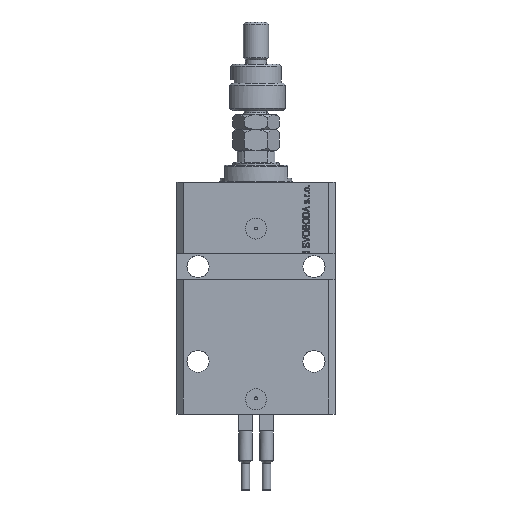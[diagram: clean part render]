
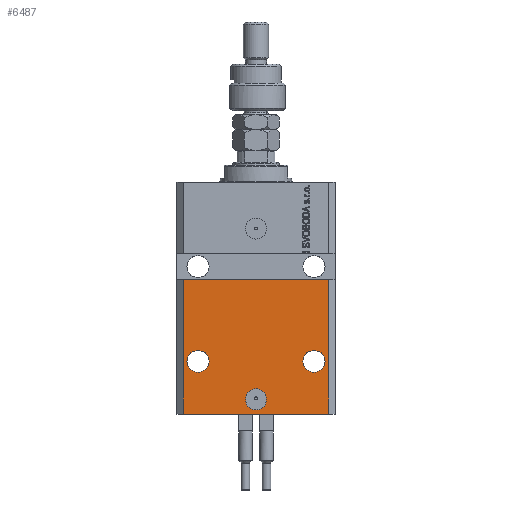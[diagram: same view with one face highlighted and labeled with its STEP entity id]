
A CAD part, front view. The second image highlights one B-rep face of the part: STEP entity #6487.
In plain terms, the highlighted planar face has unit normal (0, -1, 0).
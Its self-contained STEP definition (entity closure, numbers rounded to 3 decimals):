
#342 = CARTESIAN_POINT ( 'NONE',  ( 0., -27.5, -103. ) ) ;
#653 = DIRECTION ( 'NONE',  ( 0., 0., 1. ) ) ;
#916 = CARTESIAN_POINT ( 'NONE',  ( -34.5, -27.5, -110. ) ) ;
#1030 = CARTESIAN_POINT ( 'NONE',  ( -22.25, -27.5, -85. ) ) ;
#1333 = VECTOR ( 'NONE', #35728, 1000. ) ;
#1795 = VERTEX_POINT ( 'NONE', #45867 ) ;
#5982 = DIRECTION ( 'NONE',  ( 1., 0., 0. ) ) ;
#6115 = DIRECTION ( 'NONE',  ( -1., 0., 0. ) ) ;
#6487 = ADVANCED_FACE ( 'NONE', ( #10002, #40778, #28789, #49629 ), #25634, .T. ) ;
#6940 = VERTEX_POINT ( 'NONE', #26547 ) ;
#6950 = ORIENTED_EDGE ( 'NONE', *, *, #30540, .F. ) ;
#7931 = ORIENTED_EDGE ( 'NONE', *, *, #23468, .F. ) ;
#8747 = AXIS2_PLACEMENT_3D ( 'NONE', #342, #16223, #48010 ) ;
#9120 = DIRECTION ( 'NONE',  ( 0., -1., 0. ) ) ;
#9276 = VERTEX_POINT ( 'NONE', #44813 ) ;
#9280 = ORIENTED_EDGE ( 'NONE', *, *, #17754, .T. ) ;
#10002 = FACE_BOUND ( 'NONE', #45167, .T. ) ;
#11202 = DIRECTION ( 'NONE',  ( 1., 0., 0. ) ) ;
#11827 = DIRECTION ( 'NONE',  ( 1., 0., 0. ) ) ;
#12015 = LINE ( 'NONE', #39642, #1333 ) ;
#12261 = CARTESIAN_POINT ( 'NONE',  ( 34.5, -27.5, -46. ) ) ;
#12395 = CARTESIAN_POINT ( 'NONE',  ( -37.5, -27.5, -46. ) ) ;
#13928 = DIRECTION ( 'NONE',  ( 0., -1., 0. ) ) ;
#14381 = ORIENTED_EDGE ( 'NONE', *, *, #30745, .F. ) ;
#15116 = ORIENTED_EDGE ( 'NONE', *, *, #35113, .F. ) ;
#15221 = AXIS2_PLACEMENT_3D ( 'NONE', #23220, #13928, #6115 ) ;
#16223 = DIRECTION ( 'NONE',  ( 0., -1., 0. ) ) ;
#16474 = EDGE_CURVE ( 'NONE', #41550, #9276, #28727, .T. ) ;
#16572 = VERTEX_POINT ( 'NONE', #18517 ) ;
#17083 = ORIENTED_EDGE ( 'NONE', *, *, #48876, .F. ) ;
#17754 = EDGE_CURVE ( 'NONE', #37251, #27908, #12015, .T. ) ;
#17944 = VERTEX_POINT ( 'NONE', #22893 ) ;
#18517 = CARTESIAN_POINT ( 'NONE',  ( 22.25, -27.5, -85. ) ) ;
#18752 = DIRECTION ( 'NONE',  ( 0., 0., 1. ) ) ;
#19057 = DIRECTION ( 'NONE',  ( -1., 0., 0. ) ) ;
#19188 = AXIS2_PLACEMENT_3D ( 'NONE', #43566, #39655, #19057 ) ;
#20544 = VERTEX_POINT ( 'NONE', #1030 ) ;
#22844 = CARTESIAN_POINT ( 'NONE',  ( 0., -27.5, -103. ) ) ;
#22893 = CARTESIAN_POINT ( 'NONE',  ( -34.5, -27.5, -46. ) ) ;
#23126 = AXIS2_PLACEMENT_3D ( 'NONE', #42487, #38830, #11202 ) ;
#23220 = CARTESIAN_POINT ( 'NONE',  ( -27.5, -27.5, -85. ) ) ;
#23309 = EDGE_LOOP ( 'NONE', ( #50413, #42319 ) ) ;
#23432 = VECTOR ( 'NONE', #653, 1000. ) ;
#23468 = EDGE_CURVE ( 'NONE', #17944, #47176, #48096, .T. ) ;
#23683 = EDGE_LOOP ( 'NONE', ( #7931, #17083, #9280, #26373 ) ) ;
#24133 = AXIS2_PLACEMENT_3D ( 'NONE', #32943, #24856, #25901 ) ;
#24856 = DIRECTION ( 'NONE',  ( 0., -1., 0. ) ) ;
#25634 = PLANE ( 'NONE',  #24133 ) ;
#25901 = DIRECTION ( 'NONE',  ( 0., 0., -1. ) ) ;
#26373 = ORIENTED_EDGE ( 'NONE', *, *, #45313, .T. ) ;
#26547 = CARTESIAN_POINT ( 'NONE',  ( -32.75, -27.5, -85. ) ) ;
#27811 = ORIENTED_EDGE ( 'NONE', *, *, #16474, .F. ) ;
#27908 = VERTEX_POINT ( 'NONE', #35627 ) ;
#28317 = VECTOR ( 'NONE', #18752, 1000. ) ;
#28727 = CIRCLE ( 'NONE', #8747, 5. ) ;
#28789 = FACE_BOUND ( 'NONE', #29551, .T. ) ;
#28983 = CIRCLE ( 'NONE', #23126, 5.25 ) ;
#29551 = EDGE_LOOP ( 'NONE', ( #14381, #15116 ) ) ;
#30540 = EDGE_CURVE ( 'NONE', #9276, #41550, #46646, .T. ) ;
#30745 = EDGE_CURVE ( 'NONE', #20544, #6940, #49140, .T. ) ;
#32943 = CARTESIAN_POINT ( 'NONE',  ( -34.5, -27.5, -110. ) ) ;
#34472 = EDGE_CURVE ( 'NONE', #16572, #1795, #45968, .T. ) ;
#35113 = EDGE_CURVE ( 'NONE', #6940, #20544, #38501, .T. ) ;
#35627 = CARTESIAN_POINT ( 'NONE',  ( 34.5, -27.5, -110. ) ) ;
#35728 = DIRECTION ( 'NONE',  ( 1., 0., 0. ) ) ;
#35805 = DIRECTION ( 'NONE',  ( 0., -1., 0. ) ) ;
#36998 = CARTESIAN_POINT ( 'NONE',  ( 27.5, -27.5, -85. ) ) ;
#37251 = VERTEX_POINT ( 'NONE', #47548 ) ;
#37726 = EDGE_CURVE ( 'NONE', #1795, #16572, #28983, .T. ) ;
#38501 = CIRCLE ( 'NONE', #15221, 5.25 ) ;
#38830 = DIRECTION ( 'NONE',  ( 0., -1., 0. ) ) ;
#39642 = CARTESIAN_POINT ( 'NONE',  ( -34.5, -27.5, -110. ) ) ;
#39655 = DIRECTION ( 'NONE',  ( 0., -1., 0. ) ) ;
#40137 = AXIS2_PLACEMENT_3D ( 'NONE', #36998, #9120, #5982 ) ;
#40533 = DIRECTION ( 'NONE',  ( 1., 0., 0. ) ) ;
#40778 = FACE_BOUND ( 'NONE', #23309, .T. ) ;
#40780 = LINE ( 'NONE', #916, #23432 ) ;
#41423 = CARTESIAN_POINT ( 'NONE',  ( 5., -27.5, -103. ) ) ;
#41550 = VERTEX_POINT ( 'NONE', #41423 ) ;
#42319 = ORIENTED_EDGE ( 'NONE', *, *, #34472, .F. ) ;
#42487 = CARTESIAN_POINT ( 'NONE',  ( 27.5, -27.5, -85. ) ) ;
#43566 = CARTESIAN_POINT ( 'NONE',  ( -27.5, -27.5, -85. ) ) ;
#44150 = AXIS2_PLACEMENT_3D ( 'NONE', #22844, #35805, #11827 ) ;
#44813 = CARTESIAN_POINT ( 'NONE',  ( -5., -27.5, -103. ) ) ;
#45167 = EDGE_LOOP ( 'NONE', ( #27811, #6950 ) ) ;
#45313 = EDGE_CURVE ( 'NONE', #27908, #47176, #49800, .T. ) ;
#45670 = VECTOR ( 'NONE', #40533, 1000. ) ;
#45867 = CARTESIAN_POINT ( 'NONE',  ( 32.75, -27.5, -85. ) ) ;
#45968 = CIRCLE ( 'NONE', #40137, 5.25 ) ;
#46646 = CIRCLE ( 'NONE', #44150, 5. ) ;
#46916 = CARTESIAN_POINT ( 'NONE',  ( 34.5, -27.5, -110. ) ) ;
#47176 = VERTEX_POINT ( 'NONE', #12261 ) ;
#47548 = CARTESIAN_POINT ( 'NONE',  ( -34.5, -27.5, -110. ) ) ;
#48010 = DIRECTION ( 'NONE',  ( 1., 0., 0. ) ) ;
#48096 = LINE ( 'NONE', #12395, #45670 ) ;
#48876 = EDGE_CURVE ( 'NONE', #37251, #17944, #40780, .T. ) ;
#49140 = CIRCLE ( 'NONE', #19188, 5.25 ) ;
#49629 = FACE_OUTER_BOUND ( 'NONE', #23683, .T. ) ;
#49800 = LINE ( 'NONE', #46916, #28317 ) ;
#50413 = ORIENTED_EDGE ( 'NONE', *, *, #37726, .F. ) ;
